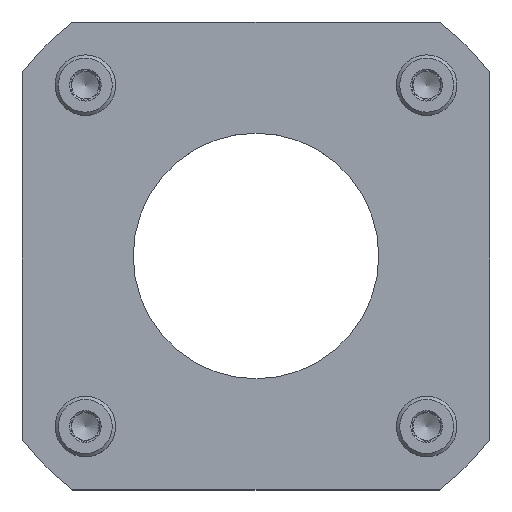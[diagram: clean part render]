
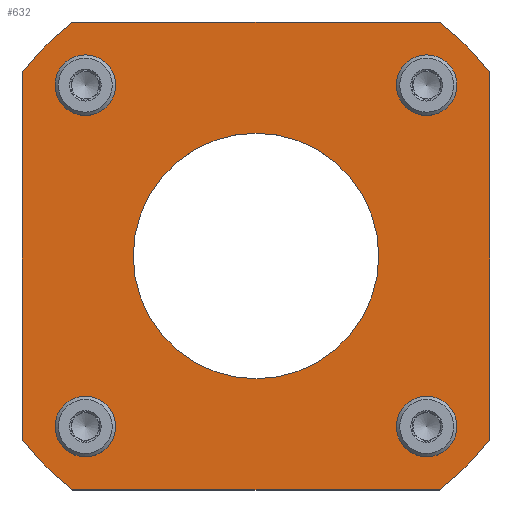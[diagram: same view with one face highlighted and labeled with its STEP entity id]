
A CAD part, top view. The second image highlights one B-rep face of the part: STEP entity #632.
In plain terms, the highlighted planar face has unit normal (0, 0, 1).
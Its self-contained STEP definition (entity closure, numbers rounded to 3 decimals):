
#60=CIRCLE('',#690,27.);
#62=CIRCLE('',#694,27.);
#64=CIRCLE('',#698,27.);
#67=CIRCLE('',#703,1.65);
#69=CIRCLE('',#706,1.65);
#71=CIRCLE('',#709,11.15);
#73=CIRCLE('',#712,1.65);
#75=CIRCLE('',#715,1.65);
#76=CIRCLE('',#717,27.);
#164=ORIENTED_EDGE('',*,*,#296,.F.);
#165=ORIENTED_EDGE('',*,*,#294,.F.);
#166=ORIENTED_EDGE('',*,*,#292,.F.);
#167=ORIENTED_EDGE('',*,*,#290,.F.);
#168=ORIENTED_EDGE('',*,*,#288,.F.);
#169=ORIENTED_EDGE('',*,*,#265,.T.);
#170=ORIENTED_EDGE('',*,*,#269,.T.);
#171=ORIENTED_EDGE('',*,*,#272,.T.);
#172=ORIENTED_EDGE('',*,*,#275,.T.);
#173=ORIENTED_EDGE('',*,*,#278,.T.);
#174=ORIENTED_EDGE('',*,*,#281,.T.);
#175=ORIENTED_EDGE('',*,*,#284,.T.);
#176=ORIENTED_EDGE('',*,*,#297,.T.);
#265=EDGE_CURVE('',#343,#344,#396,.T.);
#269=EDGE_CURVE('',#344,#347,#60,.T.);
#272=EDGE_CURVE('',#347,#349,#401,.T.);
#275=EDGE_CURVE('',#349,#351,#62,.T.);
#278=EDGE_CURVE('',#351,#353,#405,.T.);
#281=EDGE_CURVE('',#353,#355,#64,.T.);
#284=EDGE_CURVE('',#355,#357,#409,.T.);
#288=EDGE_CURVE('',#360,#360,#67,.T.);
#290=EDGE_CURVE('',#362,#362,#69,.T.);
#292=EDGE_CURVE('',#364,#364,#71,.T.);
#294=EDGE_CURVE('',#366,#366,#73,.T.);
#296=EDGE_CURVE('',#368,#368,#75,.T.);
#297=EDGE_CURVE('',#357,#343,#76,.T.);
#343=VERTEX_POINT('',#985);
#344=VERTEX_POINT('',#986);
#347=VERTEX_POINT('',#994);
#349=VERTEX_POINT('',#1000);
#351=VERTEX_POINT('',#1006);
#353=VERTEX_POINT('',#1012);
#355=VERTEX_POINT('',#1018);
#357=VERTEX_POINT('',#1024);
#360=VERTEX_POINT('',#1032);
#362=VERTEX_POINT('',#1037);
#364=VERTEX_POINT('',#1042);
#366=VERTEX_POINT('',#1047);
#368=VERTEX_POINT('',#1052);
#396=LINE('',#984,#430);
#401=LINE('',#999,#435);
#405=LINE('',#1011,#439);
#409=LINE('',#1023,#443);
#430=VECTOR('',#778,1000.);
#435=VECTOR('',#791,1000.);
#439=VECTOR('',#803,1000.);
#443=VECTOR('',#815,1000.);
#488=EDGE_LOOP('',(#164));
#489=EDGE_LOOP('',(#165));
#490=EDGE_LOOP('',(#166));
#491=EDGE_LOOP('',(#167));
#492=EDGE_LOOP('',(#168));
#493=EDGE_LOOP('',(#169,#170,#171,#172,#173,#174,#175,#176));
#554=FACE_BOUND('',#488,.T.);
#555=FACE_BOUND('',#489,.T.);
#556=FACE_BOUND('',#490,.T.);
#557=FACE_BOUND('',#491,.T.);
#558=FACE_BOUND('',#492,.T.);
#559=FACE_BOUND('',#493,.T.);
#602=PLANE('',#720);
#632=ADVANCED_FACE('',(#554,#555,#556,#557,#558,#559),#602,.T.);
#690=AXIS2_PLACEMENT_3D('',#993,#784,#785);
#694=AXIS2_PLACEMENT_3D('',#1005,#796,#797);
#698=AXIS2_PLACEMENT_3D('',#1017,#808,#809);
#703=AXIS2_PLACEMENT_3D('',#1031,#822,#823);
#706=AXIS2_PLACEMENT_3D('',#1036,#828,#829);
#709=AXIS2_PLACEMENT_3D('',#1041,#834,#835);
#712=AXIS2_PLACEMENT_3D('',#1046,#840,#841);
#715=AXIS2_PLACEMENT_3D('',#1051,#846,#847);
#717=AXIS2_PLACEMENT_3D('',#1054,#850,#851);
#720=AXIS2_PLACEMENT_3D('',#1057,#856,#857);
#778=DIRECTION('',(0.,-1.,0.));
#784=DIRECTION('',(0.,0.,1.));
#785=DIRECTION('',(1.,0.,0.));
#791=DIRECTION('',(1.,0.,0.));
#796=DIRECTION('',(0.,0.,1.));
#797=DIRECTION('',(1.,0.,0.));
#803=DIRECTION('',(0.,1.,0.));
#808=DIRECTION('',(0.,0.,1.));
#809=DIRECTION('',(1.,0.,0.));
#815=DIRECTION('',(-1.,0.,0.));
#822=DIRECTION('',(0.,0.,1.));
#823=DIRECTION('',(1.,0.,0.));
#828=DIRECTION('',(0.,0.,1.));
#829=DIRECTION('',(1.,0.,0.));
#834=DIRECTION('',(0.,0.,1.));
#835=DIRECTION('',(1.,0.,0.));
#840=DIRECTION('',(0.,0.,1.));
#841=DIRECTION('',(1.,0.,0.));
#846=DIRECTION('',(0.,0.,1.));
#847=DIRECTION('',(1.,0.,0.));
#850=DIRECTION('',(0.,0.,1.));
#851=DIRECTION('',(1.,0.,0.));
#856=DIRECTION('',(0.,0.,1.));
#857=DIRECTION('',(1.,0.,0.));
#984=CARTESIAN_POINT('',(-21.25,16.656,0.));
#985=CARTESIAN_POINT('',(-21.25,16.656,0.));
#986=CARTESIAN_POINT('',(-21.25,-16.656,0.));
#993=CARTESIAN_POINT('',(0.,0.,0.));
#994=CARTESIAN_POINT('',(-16.656,-21.25,0.));
#999=CARTESIAN_POINT('',(-16.656,-21.25,0.));
#1000=CARTESIAN_POINT('',(16.656,-21.25,0.));
#1005=CARTESIAN_POINT('',(0.,0.,0.));
#1006=CARTESIAN_POINT('',(21.25,-16.656,0.));
#1011=CARTESIAN_POINT('',(21.25,-16.656,0.));
#1012=CARTESIAN_POINT('',(21.25,16.656,0.));
#1017=CARTESIAN_POINT('',(0.,0.,0.));
#1018=CARTESIAN_POINT('',(16.656,21.25,0.));
#1023=CARTESIAN_POINT('',(16.656,21.25,0.));
#1024=CARTESIAN_POINT('',(-16.656,21.25,0.));
#1031=CARTESIAN_POINT('',(15.5,15.5,0.));
#1032=CARTESIAN_POINT('',(17.15,15.5,0.));
#1036=CARTESIAN_POINT('',(15.5,-15.5,0.));
#1037=CARTESIAN_POINT('',(17.15,-15.5,0.));
#1041=CARTESIAN_POINT('',(0.,0.,0.));
#1042=CARTESIAN_POINT('',(11.15,0.,0.));
#1046=CARTESIAN_POINT('',(-15.5,15.5,0.));
#1047=CARTESIAN_POINT('',(-13.85,15.5,0.));
#1051=CARTESIAN_POINT('',(-15.5,-15.5,0.));
#1052=CARTESIAN_POINT('',(-13.85,-15.5,0.));
#1054=CARTESIAN_POINT('',(0.,0.,0.));
#1057=CARTESIAN_POINT('',(0.,0.,0.));
